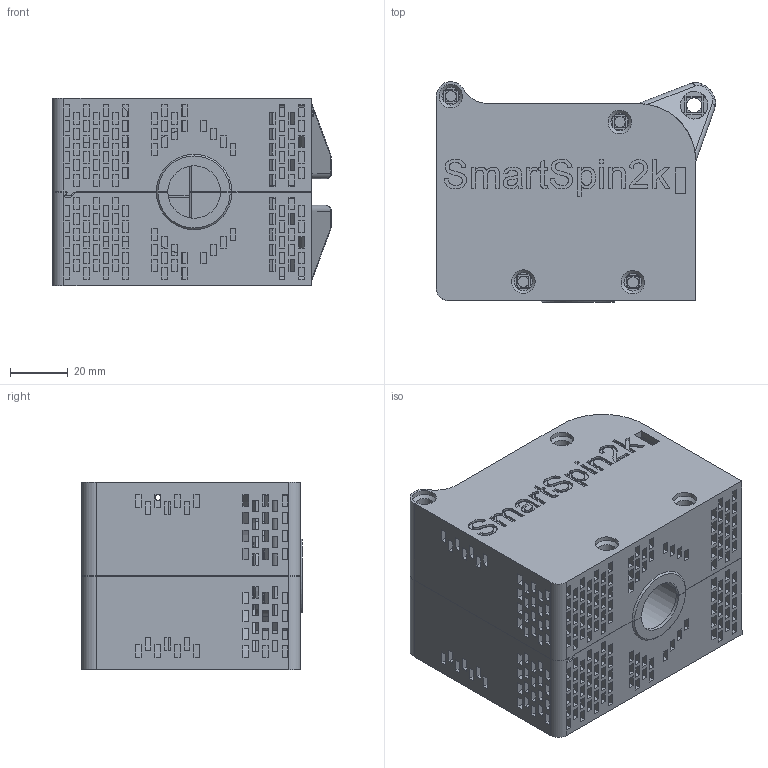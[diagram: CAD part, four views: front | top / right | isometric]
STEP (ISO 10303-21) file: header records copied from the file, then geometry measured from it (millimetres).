
FILE_DESCRIPTION(/* description */ (''),/* implementation_level */ '2;1');
FILE_NAME(/* name */ 'Short Case Direct Mount.step',/* time_stamp */ '2022-10-20T11:19:58-04:00',/* author */ (''),/* organization */ (''),/* preprocessor_version */ 'ST-DEVELOPER v19.2',/* originating_system */ 'Autodesk Translation Framework v11.17.0.187',/* authorisation */ '');
FILE_SCHEMA (('AUTOMOTIVE_DESIGN { 1 0 10303 214 3 1 1 }'));
Products named in the file (1): Body_Drawing_Right with chamfers
Bounding box: 97.03 x 76.59 x 65.35 mm (x, y, z)
Volume: 101268.8 mm3; surface area: 87479 mm2
Topology: 2 solids, 2 shells, 1764 faces, 5189 edges, 3421 vertices
Faces by surface type: plane 1470, bspline 183, cylinder 93, cone 10, torus 8
Full cylindrical faces by diameter (mm): 1.5 x2, 2 x2, 3.8 x4, 4 x1, 4.7 x4, 5.2 x2, 6.2 x4, 6.5 x1, 8.2 x4, 9.6 x1, 11.4 x1
Entity records: 68212 total; most frequent: CARTESIAN_POINT 21302, ORIENTED_EDGE 10376, DIRECTION 8265, EDGE_CURVE 5188, LINE 4523, VECTOR 4523, VERTEX_POINT 3421, EDGE_LOOP 2259
